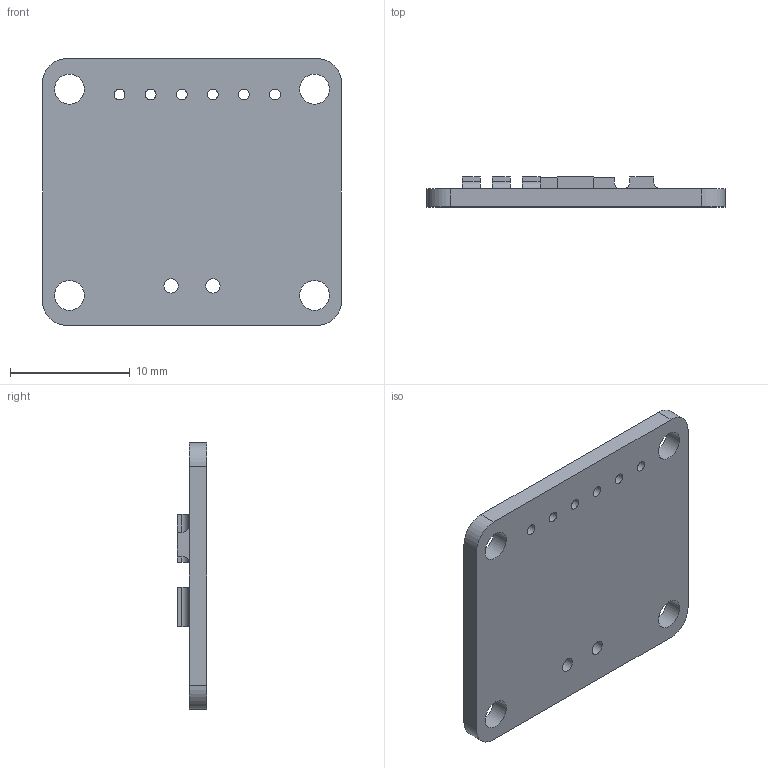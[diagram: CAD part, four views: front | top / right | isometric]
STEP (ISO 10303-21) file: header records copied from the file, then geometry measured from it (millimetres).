
FILE_DESCRIPTION(/* description */ (''),/* implementation_level */ '2;1');
FILE_NAME(/* name */ 'CJMCU-219 INA219.step',/* time_stamp */ '2018-03-13T17:54:18+01:00',/* author */ ('hartvik'),/* organization */ (''),/* preprocessor_version */ 'ST-DEVELOPER v16.13',/* originating_system */ 'Autodesk Translation Framework v6.5.0.72',/* authorisation */ '');
FILE_SCHEMA (('AUTOMOTIVE_DESIGN { 1 0 10303 214 3 1 1 }'));
Length unit declared in the file: millimetre
Products named in the file (1): CJMCU-219 INA219
Bounding box: 25 x 2.5 x 22.3 mm (x, y, z)
Volume: 836 mm3; surface area: 1337.8 mm2
Topology: 1 solids, 1 shells, 69 faces, 180 edges, 120 vertices
Faces by surface type: plane 41, cylinder 28
Full cylindrical faces by diameter (mm): 0.9 x6, 1.2 x2, 2.5 x4
Entity records: 2279 total; most frequent: DIRECTION 376, CARTESIAN_POINT 370, ORIENTED_EDGE 360, EDGE_CURVE 180, AXIS2_PLACEMENT_3D 126, LINE 124, VECTOR 124, VERTEX_POINT 120
